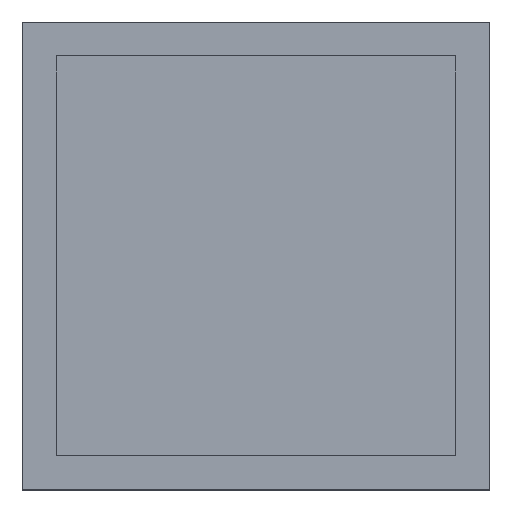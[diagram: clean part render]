
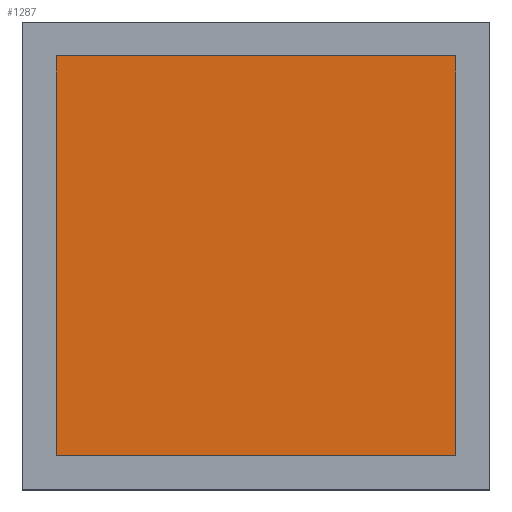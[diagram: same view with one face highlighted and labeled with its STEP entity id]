
A CAD part, top view. The second image highlights one B-rep face of the part: STEP entity #1287.
In plain terms, the highlighted planar face has unit normal (0, 0, 1).
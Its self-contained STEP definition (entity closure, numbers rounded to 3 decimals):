
#6 = DIRECTION ( 'NONE',  ( 0., -1., 0. ) ) ;
#12 = VECTOR ( 'NONE', #1486, 1000. ) ;
#134 = LINE ( 'NONE', #868, #703 ) ;
#231 = EDGE_CURVE ( 'NONE', #678, #1407, #134, .T. ) ;
#320 = CARTESIAN_POINT ( 'NONE',  ( 1.56, 1.56, 0.05 ) ) ;
#344 = ORIENTED_EDGE ( 'NONE', *, *, #1330, .T. ) ;
#358 = CARTESIAN_POINT ( 'NONE',  ( 1.56, -1.56, 0.05 ) ) ;
#363 = DIRECTION ( 'NONE',  ( 0., 0., 1. ) ) ;
#379 = FACE_OUTER_BOUND ( 'NONE', #655, .T. ) ;
#625 = CARTESIAN_POINT ( 'NONE',  ( -1.56, 1.56, 0.05 ) ) ;
#626 = VERTEX_POINT ( 'NONE', #358 ) ;
#655 = EDGE_LOOP ( 'NONE', ( #1529, #344, #1196, #1410 ) ) ;
#677 = LINE ( 'NONE', #1155, #1564 ) ;
#678 = VERTEX_POINT ( 'NONE', #625 ) ;
#703 = VECTOR ( 'NONE', #6, 1000. ) ;
#707 = EDGE_CURVE ( 'NONE', #626, #1539, #1397, .T. ) ;
#868 = CARTESIAN_POINT ( 'NONE',  ( -1.56, 1.56, 0.05 ) ) ;
#882 = PLANE ( 'NONE',  #978 ) ;
#910 = DIRECTION ( 'NONE',  ( 1., 0., 0. ) ) ;
#978 = AXIS2_PLACEMENT_3D ( 'NONE', #990, #363, #1386 ) ;
#982 = LINE ( 'NONE', #1622, #12 ) ;
#990 = CARTESIAN_POINT ( 'NONE',  ( 0., 0., 0.05 ) ) ;
#1144 = DIRECTION ( 'NONE',  ( 0., 1., 0. ) ) ;
#1155 = CARTESIAN_POINT ( 'NONE',  ( -1.56, -1.56, 0.05 ) ) ;
#1194 = EDGE_CURVE ( 'NONE', #1539, #678, #982, .T. ) ;
#1196 = ORIENTED_EDGE ( 'NONE', *, *, #707, .T. ) ;
#1274 = CARTESIAN_POINT ( 'NONE',  ( 1.56, 1.56, 0.05 ) ) ;
#1287 = ADVANCED_FACE ( 'NONE', ( #379 ), #882, .T. ) ;
#1330 = EDGE_CURVE ( 'NONE', #1407, #626, #677, .T. ) ;
#1386 = DIRECTION ( 'NONE',  ( 1., 0., 0. ) ) ;
#1397 = LINE ( 'NONE', #1274, #1477 ) ;
#1407 = VERTEX_POINT ( 'NONE', #1452 ) ;
#1410 = ORIENTED_EDGE ( 'NONE', *, *, #1194, .T. ) ;
#1452 = CARTESIAN_POINT ( 'NONE',  ( -1.56, -1.56, 0.05 ) ) ;
#1477 = VECTOR ( 'NONE', #1144, 1000. ) ;
#1486 = DIRECTION ( 'NONE',  ( -1., 0., 0. ) ) ;
#1529 = ORIENTED_EDGE ( 'NONE', *, *, #231, .T. ) ;
#1539 = VERTEX_POINT ( 'NONE', #320 ) ;
#1564 = VECTOR ( 'NONE', #910, 1000. ) ;
#1622 = CARTESIAN_POINT ( 'NONE',  ( -1.56, 1.56, 0.05 ) ) ;
